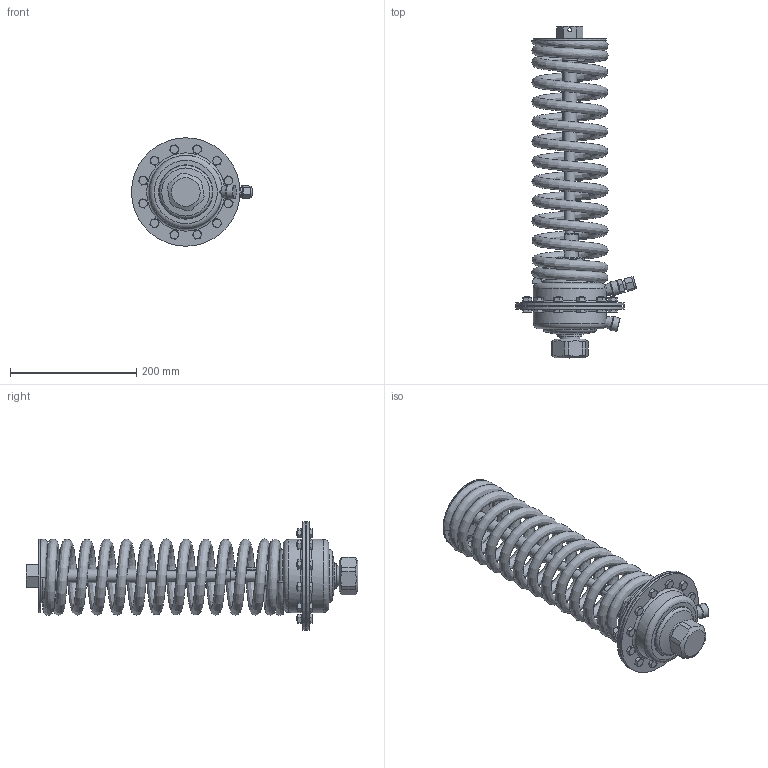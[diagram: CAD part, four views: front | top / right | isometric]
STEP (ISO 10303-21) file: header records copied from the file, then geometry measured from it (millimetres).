
FILE_DESCRIPTION (( 'STEP AP214' ), '1' );
FILE_NAME ('003G1002R.ZLSZXJG.DA1.Z80╱ZA3 自力式阀后控制执行机构组件250305.STEP', '2025-03-05T11:35:48', ( '' ), ( '' ), 'SwSTEP 2.0', 'SolidWorks 2020', '' );
FILE_SCHEMA (( 'AUTOMOTIVE_DESIGN' ));
Length unit declared in the file: millimetre
Products named in the file (1): 003G1002R.ZLSZXJG.DA1.Z80╱ZA3 自力式阀后控制执行机构组件250305
Bounding box: 191.72 x 526.28 x 172 mm (x, y, z)
Volume: 2257805.4 mm3; surface area: 384519.8 mm2
Topology: 1 solids, 16 shells, 757 faces, 1759 edges, 1098 vertices
Faces by surface type: plane 322, cone 283, cylinder 116, torus 25, bspline 11
Full cylindrical faces by diameter (mm): 6 x1, 6.5 x1, 8 x36, 8.5 x12, 12 x1, 13.5 x1, 14.5 x2, 16 x2, 17.4 x1, 18 x1, 18.5 x1, 20 x2, 21.8 x1, 22 x2, 24 x1, 25 x1, 28.5 x1, 30 x1, 32 x1, 38.5 x2, 116 x3, 165 x2, 172 x2
Entity records: 35542 total; most frequent: CARTESIAN_POINT 12037, ORIENTED_EDGE 2990, DIRECTION 2942, EDGE_CURVE 1495, AXIS2_PLACEMENT_3D 1282, EDGE_LOOP 1038, VERTEX_POINT 991, FACE_OUTER_BOUND 858
